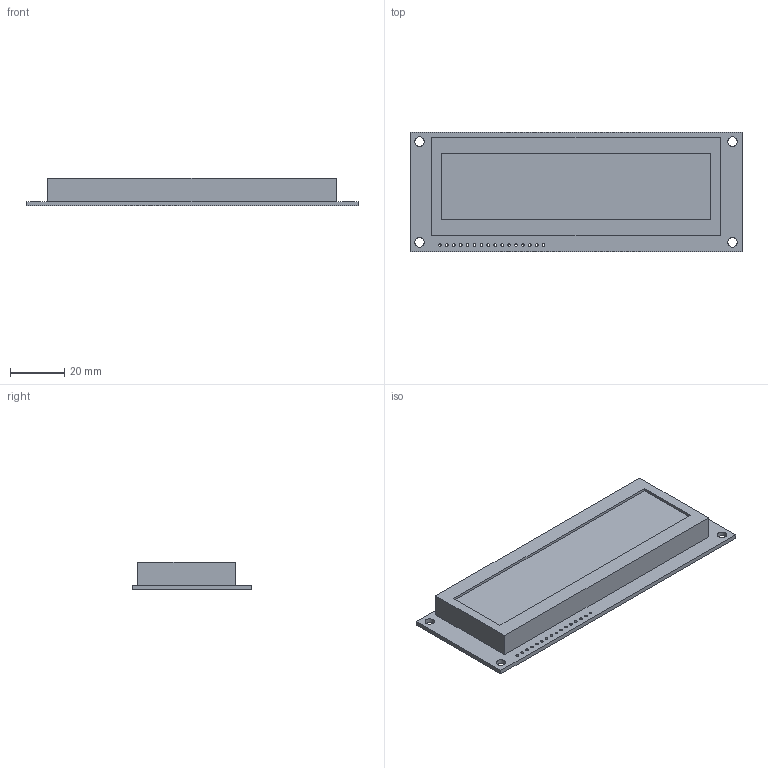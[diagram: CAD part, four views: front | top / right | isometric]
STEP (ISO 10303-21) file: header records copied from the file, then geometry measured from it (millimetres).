
FILE_DESCRIPTION(('HOOPS Exchange Step'),'2;1');
FILE_NAME('LCD Screen.step','2018-04-23T14:12:14+00:00',('SYSTEM'),('Unknown organisation'),'HOOPS Exchange 10.0','HOOPS Exchange','Unknown authorisation');
FILE_SCHEMA( ('AUTOMOTIVE_DESIGN { 1 0 10303 214 1 1 1 1 }') );
Length unit declared in the file: millimetre
Products named in the file (2): Default; LCD Screen
Assembly tree (1 placements, depth 2):
  LCD Screen
    Default
Bounding box: 122 x 44 x 10.2 mm (x, y, z)
Volume: 38766.4 mm3; surface area: 14000.9 mm2
Topology: 1 solids, 1 shells, 36 faces, 136 edges, 104 vertices
Faces by surface type: cylinder 20, plane 16
Full cylindrical faces by diameter (mm): 1 x16, 3.5 x4
Entity records: 1684 total; most frequent: DIRECTION 294, CARTESIAN_POINT 279, ORIENTED_EDGE 272, EDGE_CURVE 136, AXIS2_PLACEMENT_3D 119, VERTEX_POINT 104, CIRCLE 80, EDGE_LOOP 78
